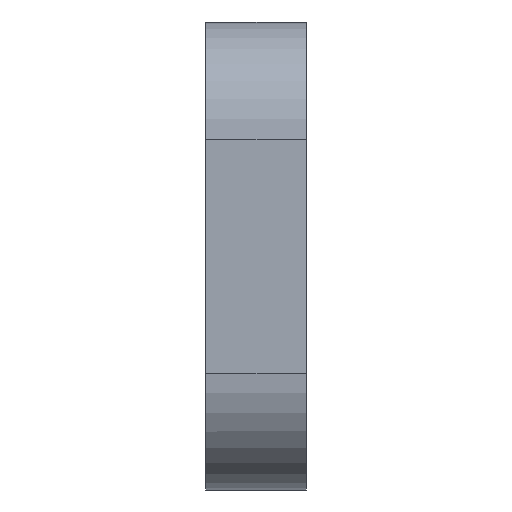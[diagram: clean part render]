
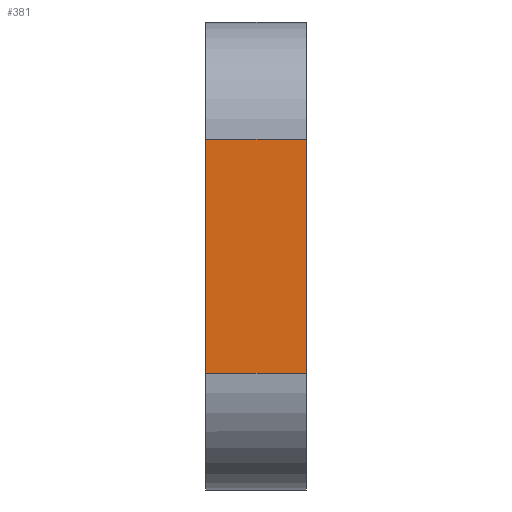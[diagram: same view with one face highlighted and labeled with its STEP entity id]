
A CAD part, left-side view. The second image highlights one B-rep face of the part: STEP entity #381.
In plain terms, the highlighted planar face has unit normal (-1, 0, 0).
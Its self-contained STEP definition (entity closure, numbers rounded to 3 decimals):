
#15 = VERTEX_POINT ( 'NONE', #1184 ) ;
#40 = EDGE_CURVE ( 'NONE', #15, #240, #460, .T. ) ;
#69 = DIRECTION ( 'NONE',  ( 0., -1., 0. ) ) ;
#92 = CARTESIAN_POINT ( 'NONE',  ( -355.588, 48.639, -41.803 ) ) ;
#104 = VECTOR ( 'NONE', #69, 1000. ) ;
#111 = CARTESIAN_POINT ( 'NONE',  ( -355.588, 45.639, -48.803 ) ) ;
#142 = DIRECTION ( 'NONE',  ( 0., 0., -1. ) ) ;
#210 = LINE ( 'NONE', #693, #257 ) ;
#233 = EDGE_CURVE ( 'NONE', #927, #406, #912, .T. ) ;
#240 = VERTEX_POINT ( 'NONE', #1001 ) ;
#241 = EDGE_CURVE ( 'NONE', #927, #240, #888, .T. ) ;
#243 = CARTESIAN_POINT ( 'NONE',  ( -355.588, 48.639, -48.803 ) ) ;
#244 = ORIENTED_EDGE ( 'NONE', *, *, #241, .T. ) ;
#257 = VECTOR ( 'NONE', #781, 1000. ) ;
#346 = FACE_OUTER_BOUND ( 'NONE', #758, .T. ) ;
#381 = ADVANCED_FACE ( 'NONE', ( #346 ), #1161, .F. ) ;
#386 = VECTOR ( 'NONE', #1097, 1000. ) ;
#406 = VERTEX_POINT ( 'NONE', #243 ) ;
#457 = CARTESIAN_POINT ( 'NONE',  ( -355.588, 48.639, -48.803 ) ) ;
#460 = LINE ( 'NONE', #92, #104 ) ;
#580 = VECTOR ( 'NONE', #810, 1000. ) ;
#636 = AXIS2_PLACEMENT_3D ( 'NONE', #812, #715, #142 ) ;
#693 = CARTESIAN_POINT ( 'NONE',  ( -355.588, 48.639, -52.303 ) ) ;
#714 = ORIENTED_EDGE ( 'NONE', *, *, #40, .F. ) ;
#715 = DIRECTION ( 'NONE',  ( 1., 0., 0. ) ) ;
#758 = EDGE_LOOP ( 'NONE', ( #714, #1177, #918, #244 ) ) ;
#781 = DIRECTION ( 'NONE',  ( 0., 0., 1. ) ) ;
#810 = DIRECTION ( 'NONE',  ( 0., 1., 0. ) ) ;
#812 = CARTESIAN_POINT ( 'NONE',  ( -355.588, 48.639, -52.303 ) ) ;
#888 = LINE ( 'NONE', #1172, #386 ) ;
#912 = LINE ( 'NONE', #457, #580 ) ;
#918 = ORIENTED_EDGE ( 'NONE', *, *, #233, .F. ) ;
#927 = VERTEX_POINT ( 'NONE', #111 ) ;
#1001 = CARTESIAN_POINT ( 'NONE',  ( -355.588, 45.639, -41.803 ) ) ;
#1064 = EDGE_CURVE ( 'NONE', #406, #15, #210, .T. ) ;
#1097 = DIRECTION ( 'NONE',  ( 0., 0., 1. ) ) ;
#1161 = PLANE ( 'NONE',  #636 ) ;
#1172 = CARTESIAN_POINT ( 'NONE',  ( -355.588, 45.639, -38.303 ) ) ;
#1177 = ORIENTED_EDGE ( 'NONE', *, *, #1064, .F. ) ;
#1184 = CARTESIAN_POINT ( 'NONE',  ( -355.588, 48.639, -41.803 ) ) ;
